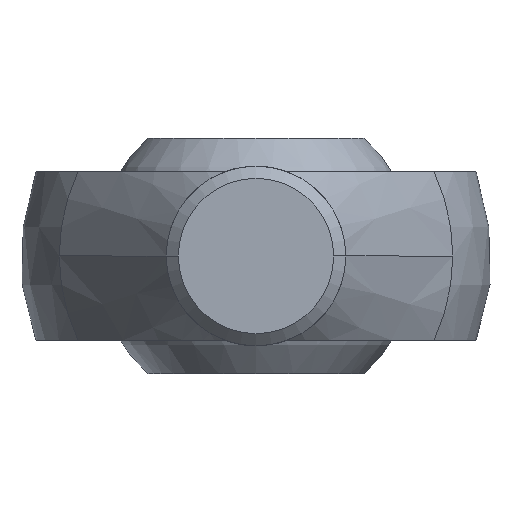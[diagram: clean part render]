
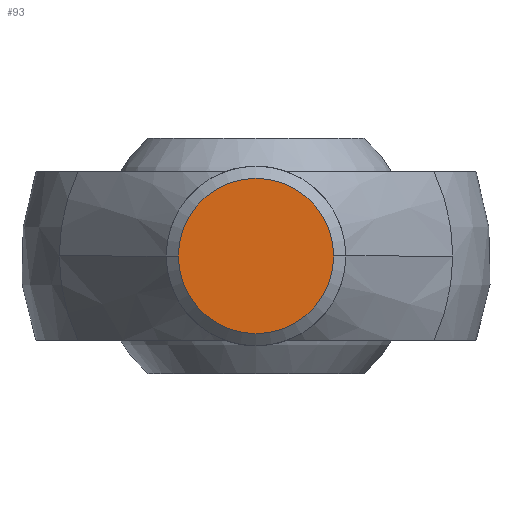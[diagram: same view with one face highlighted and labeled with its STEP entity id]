
A CAD part, front view. The second image highlights one B-rep face of the part: STEP entity #93.
In plain terms, the highlighted planar face has unit normal (0, -1, 0).
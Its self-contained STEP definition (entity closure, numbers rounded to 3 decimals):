
#93=ADVANCED_FACE('',(#198),#199,.T.);
#198=FACE_OUTER_BOUND('',#318,.T.);
#199=PLANE('',#319);
#318=EDGE_LOOP('',(#510,#511));
#319=AXIS2_PLACEMENT_3D('',#512,#513,#514);
#510=ORIENTED_EDGE('',*,*,#661,.F.);
#511=ORIENTED_EDGE('',*,*,#711,.F.);
#512=CARTESIAN_POINT('',(-3.459,-66.0,0.0));
#513=DIRECTION('',(0.,-1.0,0.0));
#514=DIRECTION('',(1.0,0.,0.0));
#661=EDGE_CURVE('',#770,#773,#774,.T.);
#711=EDGE_CURVE('',#773,#770,#843,.T.);
#770=VERTEX_POINT('',#930);
#773=VERTEX_POINT('',#934);
#774=CIRCLE('',#935,6.918);
#843=CIRCLE('',#1125,6.918);
#930=CARTESIAN_POINT('',(-6.918,-66.0,0.0));
#934=CARTESIAN_POINT('',(6.918,-66.0,0.));
#935=AXIS2_PLACEMENT_3D('',#1220,#1221,#1222);
#1125=AXIS2_PLACEMENT_3D('',#1289,#1290,#1291);
#1220=CARTESIAN_POINT('',(0.0,-66.0,0.0));
#1221=DIRECTION('',(0.,1.0,0.0));
#1222=DIRECTION('',(-1.0,0.,0.0));
#1289=CARTESIAN_POINT('',(0.0,-66.0,0.0));
#1290=DIRECTION('',(0.,1.0,0.0));
#1291=DIRECTION('',(-1.0,0.,0.0));
